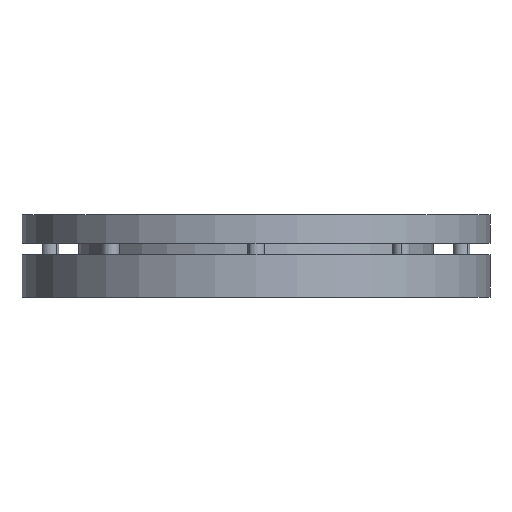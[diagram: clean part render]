
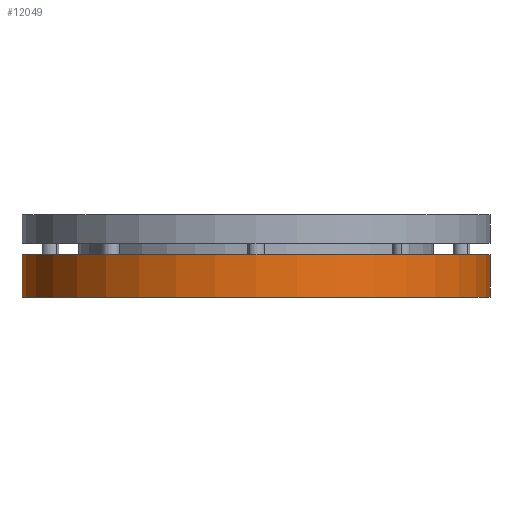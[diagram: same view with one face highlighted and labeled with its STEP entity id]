
A CAD part, front view. The second image highlights one B-rep face of the part: STEP entity #12049.
In plain terms, the highlighted cylindrical face has radius 82.5 mm (diameter 165 mm), a partial arc.
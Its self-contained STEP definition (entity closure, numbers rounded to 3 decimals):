
#1 = CIRCLE ( 'NONE', #486, 82.5 ) ;
#124 = AXIS2_PLACEMENT_3D ( 'NONE', #4719, #25014, #17700 ) ;
#486 = AXIS2_PLACEMENT_3D ( 'NONE', #4123, #8888, #22332 ) ;
#554 = ORIENTED_EDGE ( 'NONE', *, *, #26214, .T. ) ;
#3568 = LINE ( 'NONE', #15350, #29027 ) ;
#4123 = CARTESIAN_POINT ( 'NONE',  ( 0., 0., 0. ) ) ;
#4719 = CARTESIAN_POINT ( 'NONE',  ( 0., 0., 0. ) ) ;
#4872 = EDGE_CURVE ( 'NONE', #20864, #25325, #3568, .T. ) ;
#4929 = EDGE_CURVE ( 'NONE', #25325, #19646, #1, .T. ) ;
#5237 = ORIENTED_EDGE ( 'NONE', *, *, #4872, .F. ) ;
#6215 = CIRCLE ( 'NONE', #16202, 82.5 ) ;
#6512 = FACE_OUTER_BOUND ( 'NONE', #26113, .T. ) ;
#8888 = DIRECTION ( 'NONE',  ( 0., 0., 1. ) ) ;
#10412 = CARTESIAN_POINT ( 'NONE',  ( -82.5, 0., 0. ) ) ;
#12049 = ADVANCED_FACE ( 'NONE', ( #6512 ), #27212, .T. ) ;
#12143 = VERTEX_POINT ( 'NONE', #20702 ) ;
#12269 = VECTOR ( 'NONE', #22068, 1000. ) ;
#12399 = CARTESIAN_POINT ( 'NONE',  ( 0., 0., -15. ) ) ;
#12797 = LINE ( 'NONE', #19824, #12269 ) ;
#14544 = CARTESIAN_POINT ( 'NONE',  ( -82.5, 0., -15. ) ) ;
#15350 = CARTESIAN_POINT ( 'NONE',  ( -82.5, 0., 0. ) ) ;
#16202 = AXIS2_PLACEMENT_3D ( 'NONE', #12399, #26162, #16618 ) ;
#16618 = DIRECTION ( 'NONE',  ( 1., 0., 0. ) ) ;
#17700 = DIRECTION ( 'NONE',  ( 1., 0., 0. ) ) ;
#19646 = VERTEX_POINT ( 'NONE', #27678 ) ;
#19824 = CARTESIAN_POINT ( 'NONE',  ( 82.5, 0., 0. ) ) ;
#20361 = EDGE_CURVE ( 'NONE', #12143, #19646, #12797, .T. ) ;
#20702 = CARTESIAN_POINT ( 'NONE',  ( 82.5, 0., -15. ) ) ;
#20864 = VERTEX_POINT ( 'NONE', #14544 ) ;
#22068 = DIRECTION ( 'NONE',  ( 0., 0., 1. ) ) ;
#22332 = DIRECTION ( 'NONE',  ( 1., 0., 0. ) ) ;
#22373 = ORIENTED_EDGE ( 'NONE', *, *, #20361, .T. ) ;
#23899 = ORIENTED_EDGE ( 'NONE', *, *, #4929, .F. ) ;
#25014 = DIRECTION ( 'NONE',  ( 0., 0., 1. ) ) ;
#25325 = VERTEX_POINT ( 'NONE', #10412 ) ;
#26113 = EDGE_LOOP ( 'NONE', ( #5237, #554, #22373, #23899 ) ) ;
#26162 = DIRECTION ( 'NONE',  ( 0., 0., 1. ) ) ;
#26214 = EDGE_CURVE ( 'NONE', #20864, #12143, #6215, .T. ) ;
#26656 = DIRECTION ( 'NONE',  ( 0., 0., 1. ) ) ;
#27212 = CYLINDRICAL_SURFACE ( 'NONE', #124, 82.5 ) ;
#27678 = CARTESIAN_POINT ( 'NONE',  ( 82.5, 0., 0. ) ) ;
#29027 = VECTOR ( 'NONE', #26656, 1000. ) ;
